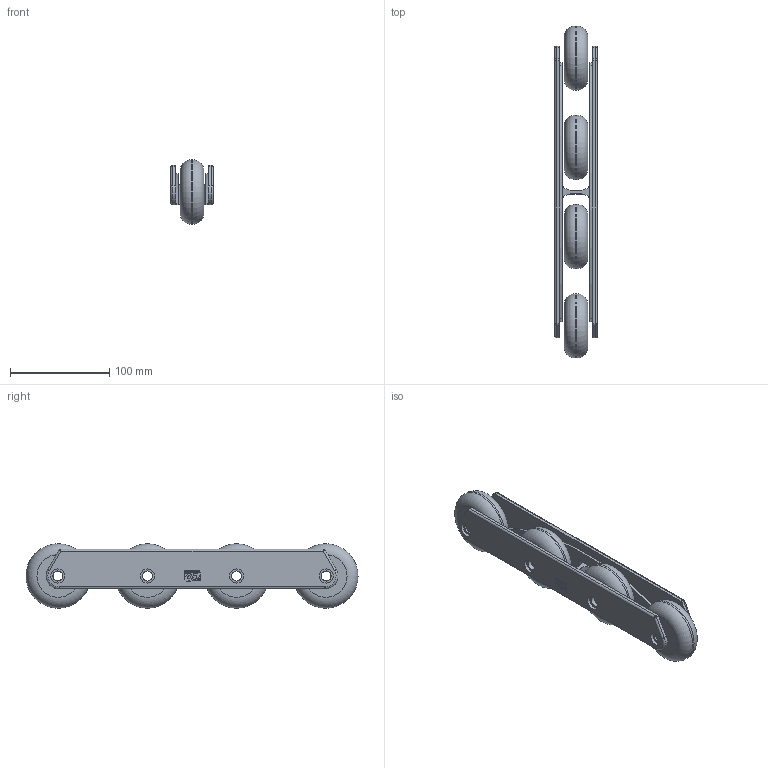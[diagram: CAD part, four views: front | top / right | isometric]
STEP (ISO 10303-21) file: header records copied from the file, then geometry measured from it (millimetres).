
FILE_DESCRIPTION(/* description */ (''),/* implementation_level */ '2;1');
FILE_NAME(/* name */ 'Sample Wall 270mm.step',/* time_stamp */ '2021-03-12T13:38:48-05:00',/* author */ (''),/* organization */ (''),/* preprocessor_version */ 'ST-DEVELOPER v18.1',/* originating_system */ 'Autodesk Translation Framework v9.10.0.1330',/* authorisation */ '');
FILE_SCHEMA (('AUTOMOTIVE_DESIGN { 1 0 10303 214 3 1 1 }'));
Length unit declared in the file: millimetre
Products named in the file (1): 65mm flat 271mm
Bounding box: 43 x 335 x 65 mm (x, y, z)
Volume: 410605.1 mm3; surface area: 95738.1 mm2
Topology: 5 solids, 5 shells, 684 faces, 1880 edges, 1246 vertices
Faces by surface type: bspline 326, plane 274, cylinder 66, torus 14, sphere 4
Full cylindrical faces by diameter (mm): 10.1 x8, 10.2 x4, 14.2 x4, 65 x4
Entity records: 26854 total; most frequent: CARTESIAN_POINT 11491, ORIENTED_EDGE 3760, DIRECTION 2090, EDGE_CURVE 1880, VERTEX_POINT 1246, LINE 1064, VECTOR 1064, EDGE_LOOP 748
